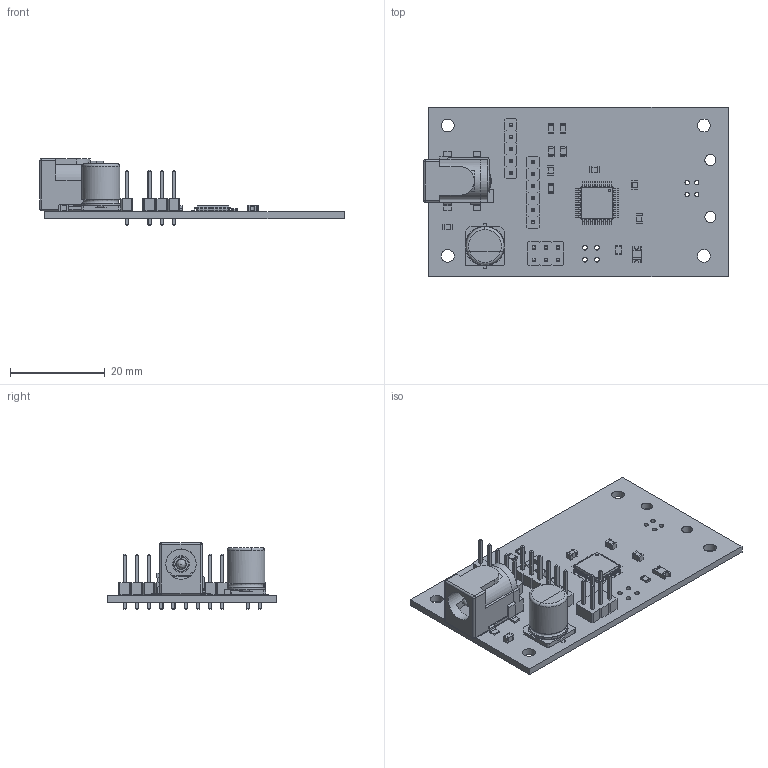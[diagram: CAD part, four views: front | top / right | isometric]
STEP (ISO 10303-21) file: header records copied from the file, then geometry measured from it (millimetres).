
FILE_DESCRIPTION(('KiCad electronic assembly'),'2;1');
FILE_NAME('KDT_Hierarchical_KiBot.step','2025-12-12T12:13:45',('Pcbnew') ,('Kicad'),'Open CASCADE STEP processor 7.8','KiCad to STEP converter' ,'Unknown');
FILE_SCHEMA(('AUTOMOTIVE_DESIGN { 1 0 10303 214 1 1 1 1 }'));
Length unit declared in the file: millimetre
Products named in the file (18): KDT_Hierarchical_KiBot 1; C_0805_2012Metric; 694106106102_(rev1); 6941xx106102; 6941xx106102_Capot; 694106301002_PinContact; 6941xx106102_PIN; 6941xx106102_PINBIS; 6941xx106102_PINLAME; PinHeader_1x05_P2.54mm_Vertical; PinHeader_1x06_P2.54mm_Vertical; LED_0805_2012Metric; D_1206_3216Metric; R_0805_2012Metric; PinHeader_2x03_P2.54mm_Vertical; TQFP-32_7x7mm_P0.8mm; CP_Elec_8x10; kibot_m8g7ke_2_PCB
Assembly tree (25 placements, depth 3):
  KDT_Hierarchical_KiBot 1
    C_0805_2012Metric  x5
    694106106102_(rev1)
      6941xx106102
      6941xx106102_Capot
      694106301002_PinContact
      6941xx106102_PIN
      6941xx106102_PINBIS
      6941xx106102_PINLAME
    PinHeader_1x05_P2.54mm_Vertical
    PinHeader_1x06_P2.54mm_Vertical
    LED_0805_2012Metric  x2
    D_1206_3216Metric
    R_0805_2012Metric  x4
    PinHeader_2x03_P2.54mm_Vertical
    TQFP-32_7x7mm_P0.8mm
    CP_Elec_8x10
    kibot_m8g7ke_2_PCB
Bounding box: 64.17 x 35.76 x 14 mm (x, y, z)
Volume: 5006 mm3; surface area: 8366.4 mm2
Topology: 24 solids, 24 shells, 1658 faces, 4264 edges, 2714 vertices
Faces by surface type: plane 1208, cylinder 360, bspline 67, torus 14, cone 4, sphere 4, revolution 1
Full cylindrical faces by diameter (mm): 0.5 x1, 0.95 x4, 1 x21, 1.4 x1, 1.45 x1, 1.6 x1, 1.8 x2, 2 x6, 2.3 x2, 2.35 x1, 2.7 x4, 3 x1, 3.2 x1, 3.5 x1, 6.4 x1, 8 x2
Entity records: 55617 total; most frequent: CARTESIAN_POINT 11083, ORIENTED_EDGE 7270, DIRECTION 6880, EDGE_CURVE 3635, LINE 2943, VECTOR 2943, VERTEX_POINT 2304, AXIS2_PLACEMENT_3D 1968
